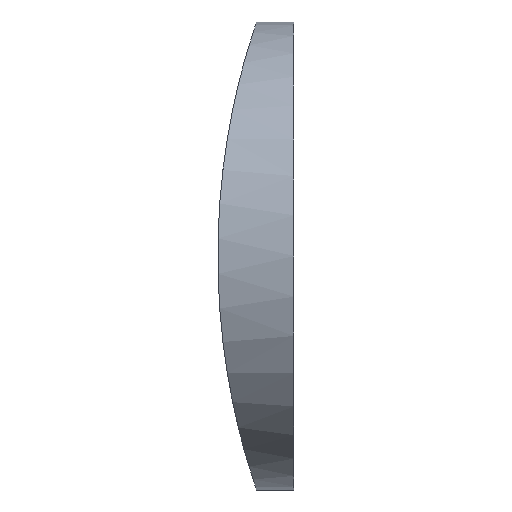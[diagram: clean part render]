
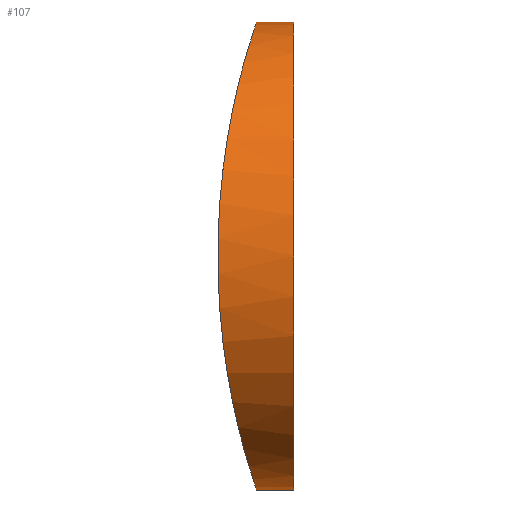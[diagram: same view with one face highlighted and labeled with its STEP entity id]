
A CAD part, front view. The second image highlights one B-rep face of the part: STEP entity #107.
In plain terms, the highlighted cylindrical face has radius 12.5 mm (diameter 25 mm), a partial arc.
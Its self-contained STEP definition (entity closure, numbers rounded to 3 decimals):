
#1 = DIRECTION ( 'NONE',  ( 1., 0., 0. ) ) ;
#2 = VERTEX_POINT ( 'NONE', #133 ) ;
#5 = CIRCLE ( 'NONE', #85, 12.5 ) ;
#6 = CARTESIAN_POINT ( 'NONE',  ( -30.355, 12.5, 12.5 ) ) ;
#15 = CARTESIAN_POINT ( 'NONE',  ( -33.136, 4.857, -9.925 ) ) ;
#17 = CARTESIAN_POINT ( 'NONE',  ( -34.172, 0.807, 4.438 ) ) ;
#19 = DIRECTION ( 'NONE',  ( 0., 0., -1. ) ) ;
#21 = EDGE_CURVE ( 'NONE', #2, #109, #92, .T. ) ;
#30 = CARTESIAN_POINT ( 'NONE',  ( -33.471, 3.374, -8.552 ) ) ;
#32 = DIRECTION ( 'NONE',  ( 0., 0., -1. ) ) ;
#33 = VERTEX_POINT ( 'NONE', #6 ) ;
#34 = CARTESIAN_POINT ( 'NONE',  ( -34.216, 0.662, -4.036 ) ) ;
#35 = CARTESIAN_POINT ( 'NONE',  ( -33.07, 5.211, 10.163 ) ) ;
#36 = CARTESIAN_POINT ( 'NONE',  ( -32.355, 12.5, 12.5 ) ) ;
#38 = CARTESIAN_POINT ( 'NONE',  ( -43.055, 12.5, 12.5 ) ) ;
#50 = CARTESIAN_POINT ( 'NONE',  ( -33.136, 4.881, 9.918 ) ) ;
#58 = EDGE_CURVE ( 'NONE', #33, #109, #5, .T. ) ;
#66 = CARTESIAN_POINT ( 'NONE',  ( -33.92, 1.658, -6.275 ) ) ;
#67 = CARTESIAN_POINT ( 'NONE',  ( -32.355, 11.669, -12.5 ) ) ;
#68 = CARTESIAN_POINT ( 'NONE',  ( -33.67, 2.576, 7.645 ) ) ;
#70 = CARTESIAN_POINT ( 'NONE',  ( -34.321, 0.326, 2.866 ) ) ;
#71 = CARTESIAN_POINT ( 'NONE',  ( -34.032, 1.274, -5.559 ) ) ;
#72 = CARTESIAN_POINT ( 'NONE',  ( -32.355, 12.5, 12.5 ) ) ;
#73 = EDGE_CURVE ( 'NONE', #191, #33, #102, .T. ) ;
#78 = CYLINDRICAL_SURFACE ( 'NONE', #108, 12.5 ) ;
#82 = CARTESIAN_POINT ( 'NONE',  ( -32.464, 9.634, -12.174 ) ) ;
#84 = CARTESIAN_POINT ( 'NONE',  ( -34.425, 0., -0.831 ) ) ;
#85 = AXIS2_PLACEMENT_3D ( 'NONE', #146, #202, #32 ) ;
#86 = CARTESIAN_POINT ( 'NONE',  ( -34.398, 0.082, 1.652 ) ) ;
#87 = CARTESIAN_POINT ( 'NONE',  ( -32.881, 6.227, 10.842 ) ) ;
#88 = CARTESIAN_POINT ( 'NONE',  ( -30.355, 12.5, -12.5 ) ) ;
#92 = LINE ( 'NONE', #218, #142 ) ;
#97 = ORIENTED_EDGE ( 'NONE', *, *, #58, .F. ) ;
#100 = DIRECTION ( 'NONE',  ( 1., 0., 0. ) ) ;
#102 = LINE ( 'NONE', #38, #194 ) ;
#104 = CARTESIAN_POINT ( 'NONE',  ( -32.576, 8.447, -11.832 ) ) ;
#105 = CARTESIAN_POINT ( 'NONE',  ( -34.289, 0.428, 3.27 ) ) ;
#106 = CARTESIAN_POINT ( 'NONE',  ( -32.619, 8.075, 11.698 ) ) ;
#107 = ADVANCED_FACE ( 'NONE', ( #144 ), #78, .T. ) ;
#108 = AXIS2_PLACEMENT_3D ( 'NONE', #172, #1, #19 ) ;
#109 = VERTEX_POINT ( 'NONE', #88 ) ;
#112 = DIRECTION ( 'NONE',  ( 1., 0., 0. ) ) ;
#120 = CARTESIAN_POINT ( 'NONE',  ( -32.767, 6.938, -11.224 ) ) ;
#122 = ORIENTED_EDGE ( 'NONE', *, *, #177, .T. ) ;
#124 = CARTESIAN_POINT ( 'NONE',  ( -32.496, 9.252, 12.078 ) ) ;
#131 = EDGE_LOOP ( 'NONE', ( #223, #122, #138, #97 ) ) ;
#133 = CARTESIAN_POINT ( 'NONE',  ( -32.355, 12.5, -12.5 ) ) ;
#134 = CARTESIAN_POINT ( 'NONE',  ( -33.27, 4.232, -9.41 ) ) ;
#136 = CARTESIAN_POINT ( 'NONE',  ( -32.882, 6.22, -10.839 ) ) ;
#137 = CARTESIAN_POINT ( 'NONE',  ( -33.336, 3.95, 9.128 ) ) ;
#138 = ORIENTED_EDGE ( 'NONE', *, *, #21, .T. ) ;
#139 = CARTESIAN_POINT ( 'NONE',  ( -32.383, 10.852, 12.418 ) ) ;
#142 = VECTOR ( 'NONE', #100, 1000. ) ;
#144 = FACE_OUTER_BOUND ( 'NONE', #131, .T. ) ;
#146 = CARTESIAN_POINT ( 'NONE',  ( -30.355, 12.5, 0. ) ) ;
#155 = CARTESIAN_POINT ( 'NONE',  ( -33.538, 3.102, -8.251 ) ) ;
#156 = CARTESIAN_POINT ( 'NONE',  ( -33.67, 2.584, -7.621 ) ) ;
#158 = CARTESIAN_POINT ( 'NONE',  ( -34.322, 0.322, -2.851 ) ) ;
#159 = CARTESIAN_POINT ( 'NONE',  ( -33.537, 3.092, 8.27 ) ) ;
#170 = CARTESIAN_POINT ( 'NONE',  ( -33.735, 2.338, -7.291 ) ) ;
#171 = CARTESIAN_POINT ( 'NONE',  ( -32.355, 12.5, -12.5 ) ) ;
#172 = CARTESIAN_POINT ( 'NONE',  ( -43.055, 12.5, 0. ) ) ;
#173 = CARTESIAN_POINT ( 'NONE',  ( -34.214, 0.669, 4.054 ) ) ;
#174 = CARTESIAN_POINT ( 'NONE',  ( -33.269, 4.251, 9.4 ) ) ;
#175 = CARTESIAN_POINT ( 'NONE',  ( -32.355, 11.669, 12.5 ) ) ;
#177 = EDGE_CURVE ( 'NONE', #191, #2, #212, .T. ) ;
#187 = CARTESIAN_POINT ( 'NONE',  ( -32.383, 10.848, -12.418 ) ) ;
#191 = VERTEX_POINT ( 'NONE', #36 ) ;
#192 = CARTESIAN_POINT ( 'NONE',  ( -32.766, 6.942, 11.226 ) ) ;
#194 = VECTOR ( 'NONE', #112, 1000. ) ;
#202 = DIRECTION ( 'NONE',  ( 1., 0., 0. ) ) ;
#203 = CARTESIAN_POINT ( 'NONE',  ( -34.173, 0.803, -4.426 ) ) ;
#204 = CARTESIAN_POINT ( 'NONE',  ( -32.498, 9.231, -12.072 ) ) ;
#205 = CARTESIAN_POINT ( 'NONE',  ( -34.398, 0.082, -1.647 ) ) ;
#207 = CARTESIAN_POINT ( 'NONE',  ( -33.919, 1.662, 6.282 ) ) ;
#208 = CARTESIAN_POINT ( 'NONE',  ( -34.425, 0., 0.832 ) ) ;
#209 = CARTESIAN_POINT ( 'NONE',  ( -32.574, 8.464, 11.838 ) ) ;
#212 = B_SPLINE_CURVE_WITH_KNOTS ( 'NONE', 3,
 ( #72, #175, #139, #224, #124, #209, #106, #192, #87, #35, #50, #174, #137, #159, #68, #207, #222, #17, #173, #105, #70, #86, #208, #84, #205, #158, #221, #34, #203, #71, #66, #170, #156, #155, #30, #134, #15, #136, #120, #220, #104, #204, #82, #187, #67, #171 ),
 .UNSPECIFIED., .F., .F.,
 ( 4, 2, 2, 2, 2, 2, 2, 2, 2, 2, 2, 2, 2, 2, 2, 2, 2, 2, 2, 2, 2, 2, 4 ),
 ( 0.02, 0.022, 0.023, 0.025, 0.027, 0.028, 0.029, 0.032, 0.034, 0.036, 0.037, 0.039, 0.042, 0.043, 0.044, 0.047, 0.048, 0.049, 0.052, 0.054, 0.055, 0.057, 0.059 ),
 .UNSPECIFIED. ) ;
#218 = CARTESIAN_POINT ( 'NONE',  ( -43.055, 12.5, -12.5 ) ) ;
#220 = CARTESIAN_POINT ( 'NONE',  ( -32.62, 8.063, -11.693 ) ) ;
#221 = CARTESIAN_POINT ( 'NONE',  ( -34.291, 0.422, -3.248 ) ) ;
#222 = CARTESIAN_POINT ( 'NONE',  ( -34.031, 1.277, 5.564 ) ) ;
#223 = ORIENTED_EDGE ( 'NONE', *, *, #73, .F. ) ;
#224 = CARTESIAN_POINT ( 'NONE',  ( -32.463, 9.649, 12.177 ) ) ;
